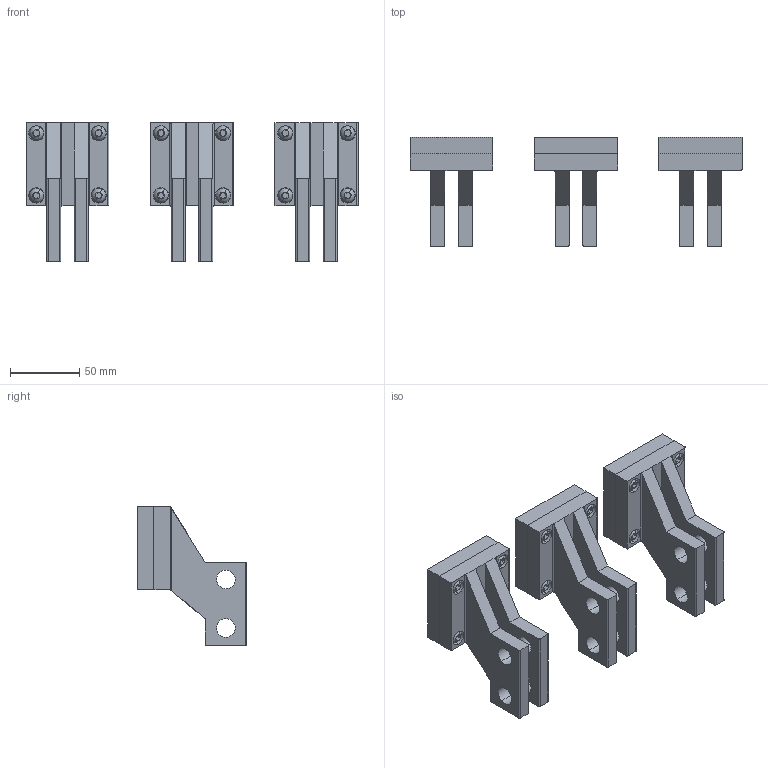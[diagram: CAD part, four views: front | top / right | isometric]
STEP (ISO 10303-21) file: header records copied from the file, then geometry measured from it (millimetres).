
FILE_DESCRIPTION(('CATIA V5 STEP Exchange'),'2;1');
FILE_NAME('1SDH001252R0097_1PA_001_01_E2.2_III_F_TERMINALS_SVR_LOWER_2500A.stp','2014-03-06T08:19:59+00:00',('none'),('none'),'CATIA Version 5 Release 20 SP 5 (IN-10)','CATIA V5 STEP AP214','none');
FILE_SCHEMA(('AUTOMOTIVE_DESIGN { 1 0 10303 214 1 1 1 1 }'));
Length unit declared in the file: millimetre
Products named in the file (1): 1SDH001252R0097_1PA_001_01_E2.2_III_F_TERMINALS_SVR_LOWER_2500A
Bounding box: 240 x 79 x 100 mm (x, y, z)
Volume: 412464.1 mm3; surface area: 123744.6 mm2
Topology: 18 solids, 18 shells, 498 faces, 1188 edges, 774 vertices
Faces by surface type: plane 234, cylinder 216, revolution 24, torus 24
Entity records: 13957 total; most frequent: CARTESIAN_POINT 2758, ORIENTED_EDGE 2376, DIRECTION 1830, EDGE_CURVE 1188, AXIS2_PLACEMENT_3D 817, VERTEX_POINT 774, VECTOR 660, LINE 660
